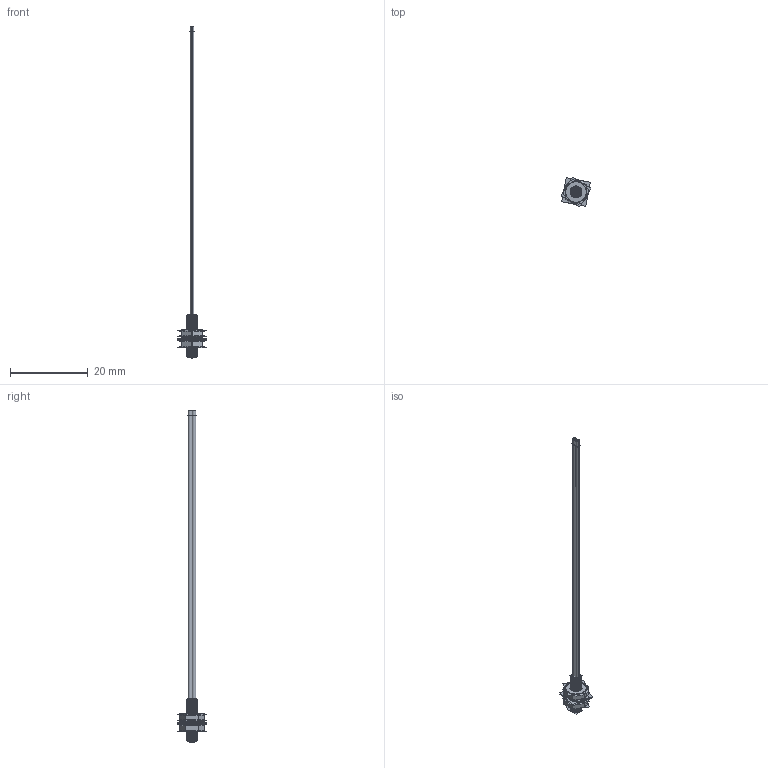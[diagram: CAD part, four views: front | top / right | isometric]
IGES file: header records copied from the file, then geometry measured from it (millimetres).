
Start section:  PTC IGES file: 161900.igs
Global section: file name: 161900.igs; native system: Creo Parametric by Parametric Technology Corporation; preprocessor: 2013230; author: pdmadmin; organization: Unknown; date: 20160105.120231; units: millimetre
Bounding box: 7.67 x 7.67 x 85.55 mm (x, y, z)
Volume: 243.4 mm3; surface area: 6214.4 mm2
Topology: 9 solids, 9 shells, 750 faces, 3796 edges, 4912 vertices
Faces by surface type: revolution 650, bspline 100
